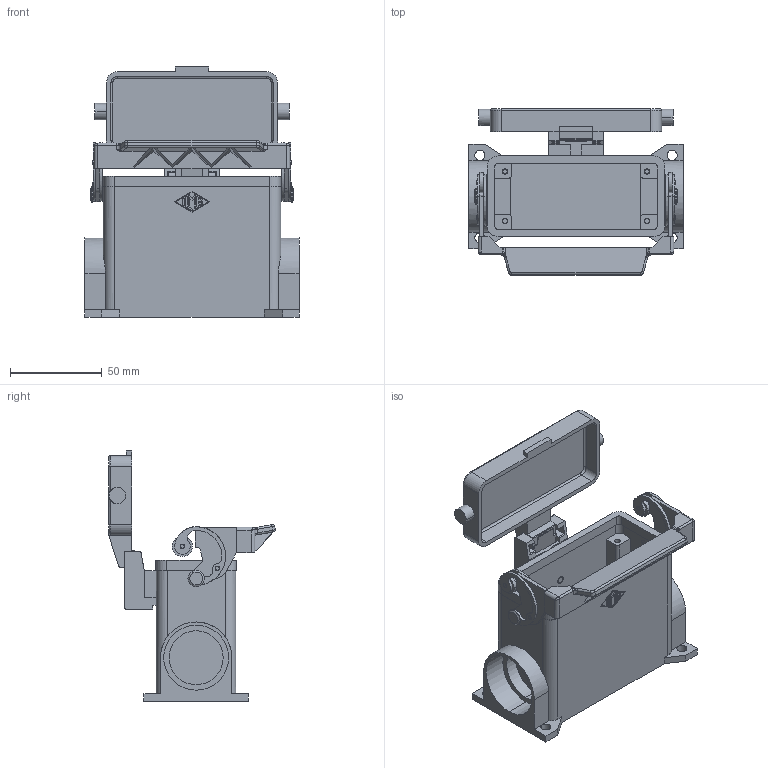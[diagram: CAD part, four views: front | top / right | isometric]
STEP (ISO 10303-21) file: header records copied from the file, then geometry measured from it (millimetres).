
FILE_DESCRIPTION(('Creo Elements/Direct Modeling STEP Export'),'2;1');
FILE_NAME('CAPT_16_6_LS.stp','2012-12-19T15:31:18',(''),(''),'Creo Elements/Direct Modeling STEP processor for AP214 (Solid Model)','Creo Elements/Direct Modeling 18.0B 02-Dec-2011 (C) Parametric Technology GmbH','');
FILE_SCHEMA(('AUTOMOTIVE_DESIGN { 1 0 10303 214 1 1 1 1 }'));
Length unit declared in the file: millimetre
Products named in the file (7): p1; p2; p3; p4; p5; CAP_16_LS29; CAP_16_LS29.stp
Assembly tree (6 placements, depth 3):
  CAP_16_LS29.stp
    CAP_16_LS29
      p5
      p4
      p3
      p2
      p1
Bounding box: 117 x 90.95 x 136.7 mm (x, y, z)
Volume: 160812.9 mm3; surface area: 86608.9 mm2
Topology: 6 solids, 6 shells, 568 faces, 1498 edges, 973 vertices
Faces by surface type: plane 307, cylinder 197, torus 28, cone 16, bspline 16, sphere 4
Entity records: 20217 total; most frequent: CARTESIAN_POINT 5934, ORIENTED_EDGE 2984, DIRECTION 2925, EDGE_CURVE 1492, AXIS2_PLACEMENT_3D 1010, VERTEX_POINT 973, VECTOR 905, LINE 905
